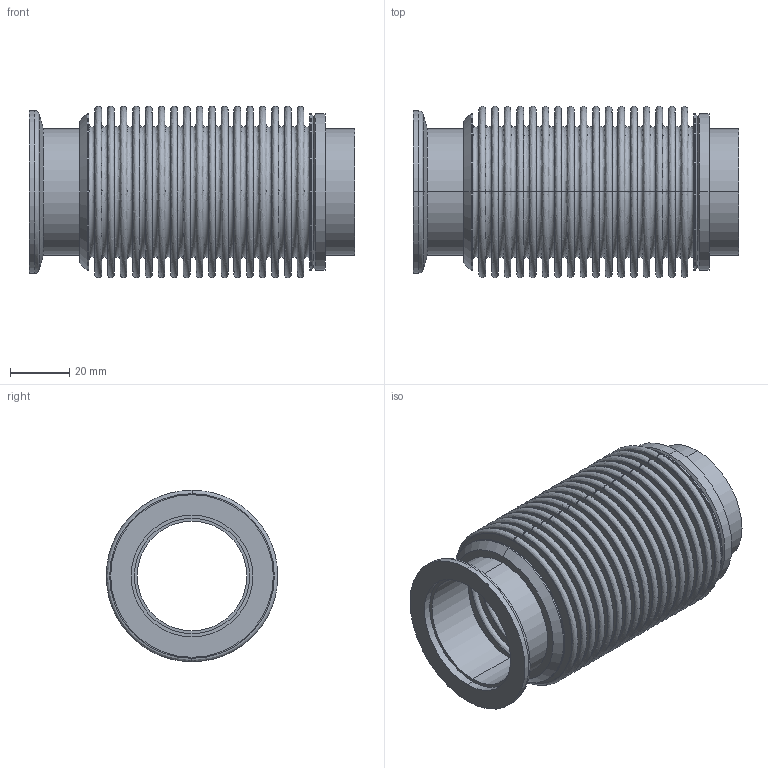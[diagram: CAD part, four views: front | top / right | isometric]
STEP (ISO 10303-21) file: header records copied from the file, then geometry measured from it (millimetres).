
FILE_DESCRIPTION( (''), '2;1');
FILE_NAME ('CAD716.4932.KP40_26682.stp','2017-01-24T16:47:59',(''),(''),'spGate 12.6.6','','');
FILE_SCHEMA (('AUTOMOTIVE_DESIGN'));
Length unit declared in the file: millimetre
Products named in the file (4): Assembly; KP40-1; KP40-2; KP40-3
Assembly tree (3 placements, depth 2):
  Assembly
    KP40-1
    KP40-2
    KP40-3
Bounding box: 110 x 58 x 58 mm (x, y, z)
Volume: 25774.7 mm3; surface area: 108141.7 mm2
Topology: 3 solids, 3 shells, 251 faces, 502 edges, 330 vertices
Faces by surface type: bspline 150, plane 79, cylinder 22
Entity records: 14338 total; most frequent: CARTESIAN_POINT 5233, ORIENTED_EDGE 1004, DIRECTION 878, COLOUR_RGB 756, PRESENTATION_STYLE_ASSIGNMENT 756, STYLED_ITEM 756, EDGE_CURVE 502, DRAUGHTING_PRE_DEFINED_CURVE_FONT 502
